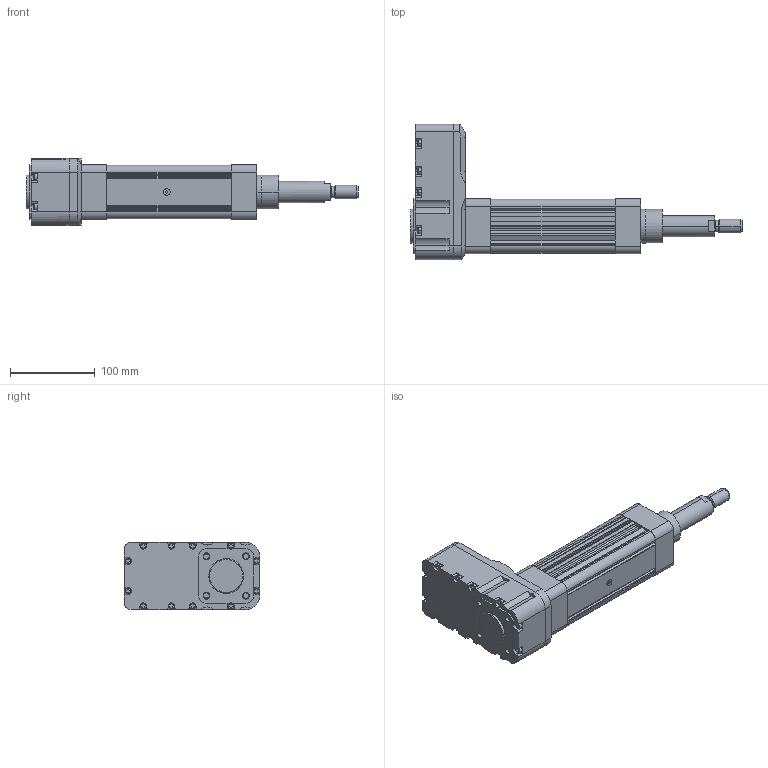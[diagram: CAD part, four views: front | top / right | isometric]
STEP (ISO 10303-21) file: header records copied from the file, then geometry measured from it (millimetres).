
FILE_DESCRIPTION(('HOOPS Exchange Step'),'2;1');
FILE_NAME('export-2EE4AA57-49CF-4069-88B7-F5D64E679D29.stp','2024-02-07T17:29:25+01:00',('Engineering'),('Alibre'),'HOOPS Exchange 2021.0','Alibre','Unknown authorisation');
FILE_SCHEMA( ('AP242_MANAGED_MODEL_BASED_3D_ENGINEERING_MIM_LF {1 0 10303 442 1 1 4 }') );
Length unit declared in the file: millimetre
Products named in the file (6): 6585-5 Electronic Cylinder ISO15552-B50-S50-P16-Geared-Anti Rotation-IP20-IP400 - ROD; 6585-2 Electronic Cylinder ISO15552-B50-S50-P16-Geared-Anti Rotation-IP20-IP400 - BARREL; 6585-3 Electronic Cylinder ISO15552-B50-S50-P16-Geared-Anti Rotation-IP20-IP400 - ROD; 6585-7 Electronic Cylinder ISO15552-B50-S50-P16-Geared-Anti Rotation-IP20-IP400 - GEARBOX; 6585-1 Electronic Cylinder ISO15552-B50-S50-P16-Geared-Anti Rotation-IP20-IP400 - ROD; 6585 Electronic Cylinder ISO15552-B50-S50-P16-Geared-Anti Rotation-IP20-IP40
Assembly tree (5 placements, depth 2):
  6585 Electronic Cylinder ISO15552-B50-S50-P16-Geared-Anti Rotation-IP20-IP40
    6585-5 Electronic Cylinder ISO15552-B50-S50-P16-Geared-Anti Rotation-IP20-IP400 - ROD
    6585-2 Electronic Cylinder ISO15552-B50-S50-P16-Geared-Anti Rotation-IP20-IP400 - BARREL
    6585-3 Electronic Cylinder ISO15552-B50-S50-P16-Geared-Anti Rotation-IP20-IP400 - ROD
    6585-7 Electronic Cylinder ISO15552-B50-S50-P16-Geared-Anti Rotation-IP20-IP400 - GEARBOX
    6585-1 Electronic Cylinder ISO15552-B50-S50-P16-Geared-Anti Rotation-IP20-IP400 - ROD
Bounding box: 391 x 159.5 x 79 mm (x, y, z)
Volume: 389016.6 mm3; surface area: 208298.2 mm2
Topology: 2 solids, 417 shells, 642 faces, 2615 edges, 2319 vertices
Faces by surface type: plane 330, cylinder 254, cone 52, torus 6
Full cylindrical faces by diameter (mm): 4.134 x4, 14 x1, 50 x1
Entity records: 29423 total; most frequent: CARTESIAN_POINT 5721, DIRECTION 4792, ORIENTED_EDGE 3190, EDGE_CURVE 2611, VERTEX_POINT 2319, VECTOR 1700, LINE 1700, AXIS2_PLACEMENT_3D 1546
